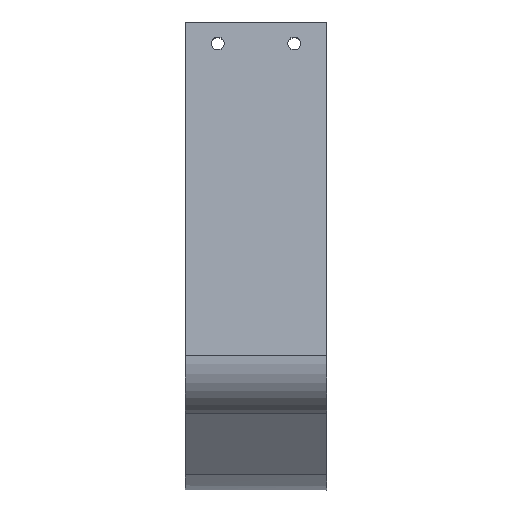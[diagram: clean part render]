
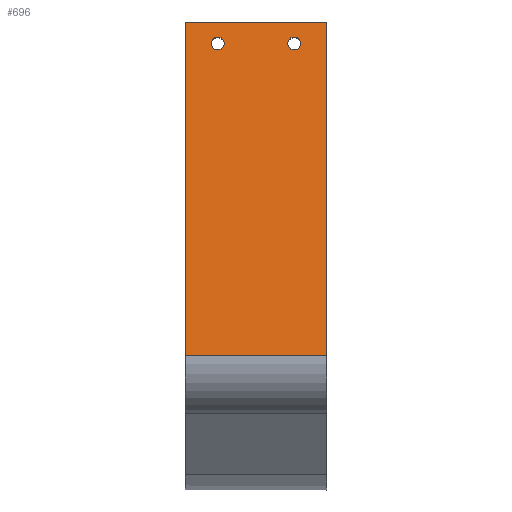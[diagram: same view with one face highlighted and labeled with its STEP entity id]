
A CAD part, left-side view. The second image highlights one B-rep face of the part: STEP entity #696.
In plain terms, the highlighted planar face has unit normal (-0.994, 0, 0.113).
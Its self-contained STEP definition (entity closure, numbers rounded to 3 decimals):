
#367=CARTESIAN_POINT('Vertex',(-122.181,-32.697,90.484)) ;
#370=CARTESIAN_POINT('Line Origine',(-130.952,-32.697,13.391)) ;
#374=CARTESIAN_POINT('Vertex',(-139.724,-32.697,-63.702)) ;
#469=CARTESIAN_POINT('Axis2P3D Location',(-123.311,17.697,80.548)) ;
#473=CARTESIAN_POINT('Vertex',(-123.311,20.697,80.548)) ;
#475=CARTESIAN_POINT('Vertex',(-123.311,14.697,80.548)) ;
#504=CARTESIAN_POINT('Axis2P3D Location',(-123.311,17.697,80.548)) ;
#526=CARTESIAN_POINT('Axis2P3D Location',(-123.311,-17.697,80.548)) ;
#530=CARTESIAN_POINT('Vertex',(-123.311,-14.697,80.548)) ;
#532=CARTESIAN_POINT('Vertex',(-123.311,-20.697,80.548)) ;
#561=CARTESIAN_POINT('Axis2P3D Location',(-123.311,-17.697,80.548)) ;
#646=CARTESIAN_POINT('Line Origine',(-122.181,0.,90.484)) ;
#650=CARTESIAN_POINT('Vertex',(-122.181,32.697,90.484)) ;
#665=CARTESIAN_POINT('Axis2P3D Location',(-122.181,0.,90.484)) ;
#670=CARTESIAN_POINT('Line Origine',(-139.724,0.,-63.702)) ;
#674=CARTESIAN_POINT('Vertex',(-139.724,32.697,-63.702)) ;
#677=CARTESIAN_POINT('Line Origine',(-130.952,32.697,13.391)) ;
#371=DIRECTION('Vector Direction',(-0.113,0.,-0.994)) ;
#470=DIRECTION('Axis2P3D Direction',(0.994,0.,-0.113)) ;
#505=DIRECTION('Axis2P3D Direction',(0.994,0.,-0.113)) ;
#527=DIRECTION('Axis2P3D Direction',(0.994,0.,-0.113)) ;
#562=DIRECTION('Axis2P3D Direction',(0.994,0.,-0.113)) ;
#647=DIRECTION('Vector Direction',(0.,1.,0.)) ;
#666=DIRECTION('Axis2P3D Direction',(0.994,0.,-0.113)) ;
#667=DIRECTION('Axis2P3D XDirection',(-0.113,0.,-0.994)) ;
#671=DIRECTION('Vector Direction',(0.,1.,0.)) ;
#678=DIRECTION('Vector Direction',(-0.113,0.,-0.994)) ;
#471=AXIS2_PLACEMENT_3D('Circle Axis2P3D',#469,#470,$) ;
#506=AXIS2_PLACEMENT_3D('Circle Axis2P3D',#504,#505,$) ;
#528=AXIS2_PLACEMENT_3D('Circle Axis2P3D',#526,#527,$) ;
#563=AXIS2_PLACEMENT_3D('Circle Axis2P3D',#561,#562,$) ;
#668=AXIS2_PLACEMENT_3D('Plane Axis2P3D',#665,#666,#667) ;
#683=ORIENTED_EDGE('',*,*,#676,.F.) ;
#684=ORIENTED_EDGE('',*,*,#376,.T.) ;
#685=ORIENTED_EDGE('',*,*,#652,.T.) ;
#686=ORIENTED_EDGE('',*,*,#681,.F.) ;
#689=ORIENTED_EDGE('',*,*,#508,.T.) ;
#690=ORIENTED_EDGE('',*,*,#477,.T.) ;
#693=ORIENTED_EDGE('',*,*,#565,.T.) ;
#694=ORIENTED_EDGE('',*,*,#534,.T.) ;
#691=FACE_BOUND('',#688,.T.) ;
#695=FACE_BOUND('',#692,.T.) ;
#372=VECTOR('Line Direction',#371,1.) ;
#648=VECTOR('Line Direction',#647,1.) ;
#672=VECTOR('Line Direction',#671,1.) ;
#679=VECTOR('Line Direction',#678,1.) ;
#696=ADVANCED_FACE('\X2\96F64EF651E04F554F53\X0\',(#687,#691,#695),#669,.F.) ;
#472=CIRCLE('generated circle',#471,3.) ;
#507=CIRCLE('generated circle',#506,3.) ;
#529=CIRCLE('generated circle',#528,3.) ;
#564=CIRCLE('generated circle',#563,3.) ;
#376=EDGE_CURVE('',#375,#368,#373,.F.) ;
#477=EDGE_CURVE('',#474,#476,#472,.T.) ;
#508=EDGE_CURVE('',#476,#474,#507,.T.) ;
#534=EDGE_CURVE('',#531,#533,#529,.T.) ;
#565=EDGE_CURVE('',#533,#531,#564,.T.) ;
#652=EDGE_CURVE('',#368,#651,#649,.T.) ;
#676=EDGE_CURVE('',#375,#675,#673,.T.) ;
#681=EDGE_CURVE('',#675,#651,#680,.F.) ;
#682=EDGE_LOOP('',(#683,#684,#685,#686)) ;
#688=EDGE_LOOP('',(#689,#690)) ;
#692=EDGE_LOOP('',(#693,#694)) ;
#687=FACE_OUTER_BOUND('',#682,.T.) ;
#373=LINE('Line',#370,#372) ;
#649=LINE('Line',#646,#648) ;
#673=LINE('Line',#670,#672) ;
#680=LINE('Line',#677,#679) ;
#669=PLANE('Plane',#668) ;
#368=VERTEX_POINT('',#367) ;
#375=VERTEX_POINT('',#374) ;
#474=VERTEX_POINT('',#473) ;
#476=VERTEX_POINT('',#475) ;
#531=VERTEX_POINT('',#530) ;
#533=VERTEX_POINT('',#532) ;
#651=VERTEX_POINT('',#650) ;
#675=VERTEX_POINT('',#674) ;
